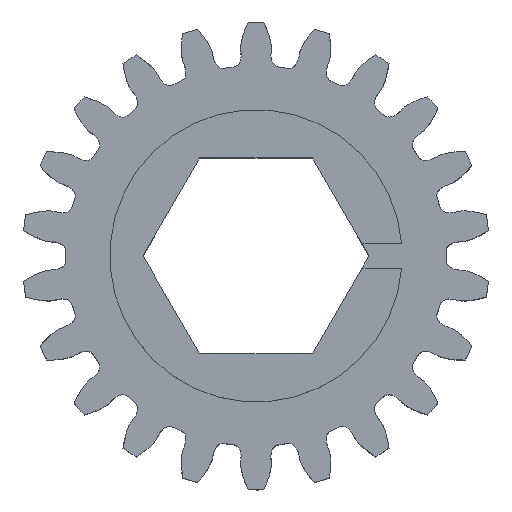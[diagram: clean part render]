
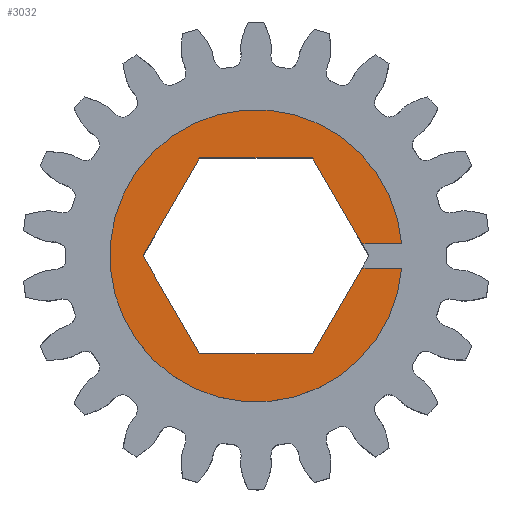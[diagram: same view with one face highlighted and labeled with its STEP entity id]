
A CAD part, top view. The second image highlights one B-rep face of the part: STEP entity #3032.
In plain terms, the highlighted planar face has unit normal (0, 0, 1).
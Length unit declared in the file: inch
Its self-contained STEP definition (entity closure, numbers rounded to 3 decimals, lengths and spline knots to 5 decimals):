
#189 = VERTEX_POINT ( 'NONE', #2893 ) ;
#510 = DIRECTION ( 'NONE',  ( -1., 0., 0. ) ) ;
#554 = CARTESIAN_POINT ( 'NONE',  ( -0.14491, -0.251, 0.249 ) ) ;
#627 = DIRECTION ( 'NONE',  ( 1., 0., 0. ) ) ;
#803 = ORIENTED_EDGE ( 'NONE', *, *, #8479, .T. ) ;
#855 = CARTESIAN_POINT ( 'NONE',  ( -0.14491, 0.251, 0.249 ) ) ;
#933 = CARTESIAN_POINT ( 'NONE',  ( 0.27179, -0.03125, 0.249 ) ) ;
#964 = LINE ( 'NONE', #8330, #3385 ) ;
#1399 = EDGE_CURVE ( 'NONE', #3058, #7846, #3572, .T. ) ;
#1533 = EDGE_CURVE ( 'NONE', #7846, #189, #2683, .T. ) ;
#1546 = EDGE_LOOP ( 'NONE', ( #2809, #803, #8786, #4487, #8123, #2762, #8342, #3344, #1741 ) ) ;
#1741 = ORIENTED_EDGE ( 'NONE', *, *, #6967, .F. ) ;
#1790 = VECTOR ( 'NONE', #8468, 39.37008 ) ;
#1805 = AXIS2_PLACEMENT_3D ( 'NONE', #4541, #3638, #3743 ) ;
#1964 = PLANE ( 'NONE',  #8726 ) ;
#2189 = EDGE_CURVE ( 'NONE', #9061, #5434, #2654, .T. ) ;
#2281 = CARTESIAN_POINT ( 'NONE',  ( -0.14491, -0.251, 0.249 ) ) ;
#2445 = EDGE_CURVE ( 'NONE', #189, #9061, #9113, .T. ) ;
#2580 = VECTOR ( 'NONE', #7426, 39.37008 ) ;
#2654 = LINE ( 'NONE', #5669, #9363 ) ;
#2683 = LINE ( 'NONE', #554, #4011 ) ;
#2733 = EDGE_CURVE ( 'NONE', #3407, #3058, #6985, .T. ) ;
#2762 = ORIENTED_EDGE ( 'NONE', *, *, #1399, .F. ) ;
#2809 = ORIENTED_EDGE ( 'NONE', *, *, #5038, .F. ) ;
#2893 = CARTESIAN_POINT ( 'NONE',  ( 0.14491, -0.251, 0.249 ) ) ;
#3032 = ADVANCED_FACE ( 'NONE', ( #5032 ), #1964, .T. ) ;
#3058 = VERTEX_POINT ( 'NONE', #4290 ) ;
#3344 = ORIENTED_EDGE ( 'NONE', *, *, #7562, .F. ) ;
#3385 = VECTOR ( 'NONE', #9122, 39.37008 ) ;
#3407 = VERTEX_POINT ( 'NONE', #5085 ) ;
#3572 = LINE ( 'NONE', #5900, #2580 ) ;
#3627 = CARTESIAN_POINT ( 'NONE',  ( 0.14491, 0.251, 0.249 ) ) ;
#3638 = DIRECTION ( 'NONE',  ( 0., 0., 1. ) ) ;
#3739 = VERTEX_POINT ( 'NONE', #7652 ) ;
#3743 = DIRECTION ( 'NONE',  ( 1., 0., 0. ) ) ;
#3985 = CARTESIAN_POINT ( 'NONE',  ( 0.3737, -0.03125, 0.249 ) ) ;
#4011 = VECTOR ( 'NONE', #9595, 39.37008 ) ;
#4290 = CARTESIAN_POINT ( 'NONE',  ( -0.28983, 0., 0.249 ) ) ;
#4335 = VECTOR ( 'NONE', #510, 39.37008 ) ;
#4479 = CARTESIAN_POINT ( 'NONE',  ( 0.14491, -0.251, 0.249 ) ) ;
#4487 = ORIENTED_EDGE ( 'NONE', *, *, #2445, .F. ) ;
#4541 = CARTESIAN_POINT ( 'NONE',  ( 0., 0., 0.249 ) ) ;
#4620 = VERTEX_POINT ( 'NONE', #7791 ) ;
#4821 = DIRECTION ( 'NONE',  ( -1., 0., 0. ) ) ;
#5032 = FACE_OUTER_BOUND ( 'NONE', #1546, .T. ) ;
#5038 = EDGE_CURVE ( 'NONE', #3739, #4620, #5604, .T. ) ;
#5085 = CARTESIAN_POINT ( 'NONE',  ( -0.14491, 0.251, 0.249 ) ) ;
#5171 = DIRECTION ( 'NONE',  ( 0.5, 0.866, 0. ) ) ;
#5323 = VERTEX_POINT ( 'NONE', #5482 ) ;
#5434 = VERTEX_POINT ( 'NONE', #3985 ) ;
#5482 = CARTESIAN_POINT ( 'NONE',  ( 0.14491, 0.251, 0.249 ) ) ;
#5604 = LINE ( 'NONE', #6392, #6067 ) ;
#5669 = CARTESIAN_POINT ( 'NONE',  ( 0.18962, -0.03125, 0.249 ) ) ;
#5900 = CARTESIAN_POINT ( 'NONE',  ( -0.28983, 0., 0.249 ) ) ;
#6060 = VECTOR ( 'NONE', #5171, 39.37008 ) ;
#6067 = VECTOR ( 'NONE', #4821, 39.37008 ) ;
#6078 = CIRCLE ( 'NONE', #1805, 0.375 ) ;
#6392 = CARTESIAN_POINT ( 'NONE',  ( 0.18962, 0.03125, 0.249 ) ) ;
#6967 = EDGE_CURVE ( 'NONE', #4620, #5323, #964, .T. ) ;
#6985 = LINE ( 'NONE', #855, #1790 ) ;
#7282 = LINE ( 'NONE', #3627, #4335 ) ;
#7426 = DIRECTION ( 'NONE',  ( 0.5, -0.866, 0. ) ) ;
#7562 = EDGE_CURVE ( 'NONE', #5323, #3407, #7282, .T. ) ;
#7652 = CARTESIAN_POINT ( 'NONE',  ( 0.3737, 0.03125, 0.249 ) ) ;
#7791 = CARTESIAN_POINT ( 'NONE',  ( 0.27179, 0.03125, 0.249 ) ) ;
#7846 = VERTEX_POINT ( 'NONE', #2281 ) ;
#8039 = DIRECTION ( 'NONE',  ( 0., 0., 1. ) ) ;
#8123 = ORIENTED_EDGE ( 'NONE', *, *, #1533, .F. ) ;
#8330 = CARTESIAN_POINT ( 'NONE',  ( 0.28983, 0., 0.249 ) ) ;
#8342 = ORIENTED_EDGE ( 'NONE', *, *, #2733, .F. ) ;
#8468 = DIRECTION ( 'NONE',  ( -0.5, -0.866, 0. ) ) ;
#8479 = EDGE_CURVE ( 'NONE', #3739, #5434, #6078, .T. ) ;
#8679 = DIRECTION ( 'NONE',  ( 1., 0., 0. ) ) ;
#8726 = AXIS2_PLACEMENT_3D ( 'NONE', #8828, #8039, #627 ) ;
#8786 = ORIENTED_EDGE ( 'NONE', *, *, #2189, .F. ) ;
#8828 = CARTESIAN_POINT ( 'NONE',  ( 0., 0., 0.249 ) ) ;
#9061 = VERTEX_POINT ( 'NONE', #933 ) ;
#9113 = LINE ( 'NONE', #4479, #6060 ) ;
#9122 = DIRECTION ( 'NONE',  ( -0.5, 0.866, 0. ) ) ;
#9363 = VECTOR ( 'NONE', #8679, 39.37008 ) ;
#9595 = DIRECTION ( 'NONE',  ( 1., 0., 0. ) ) ;
